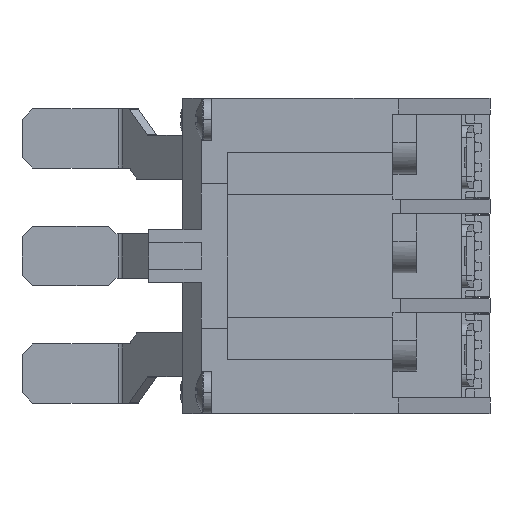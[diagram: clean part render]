
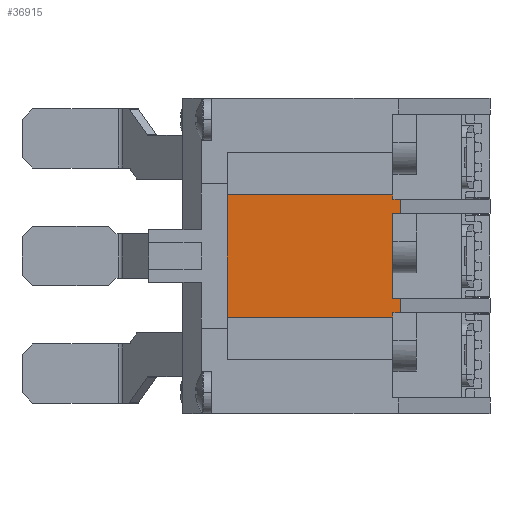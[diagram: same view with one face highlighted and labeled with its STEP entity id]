
A CAD part, front view. The second image highlights one B-rep face of the part: STEP entity #36915.
In plain terms, the highlighted planar face has unit normal (0, -1, 0).
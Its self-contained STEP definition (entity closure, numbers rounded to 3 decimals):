
#2117 = VECTOR ( 'NONE', #101245, 1000. ) ;
#7531 = ORIENTED_EDGE ( 'NONE', *, *, #38019, .T. ) ;
#7543 = ORIENTED_EDGE ( 'NONE', *, *, #37899, .T. ) ;
#7549 = ORIENTED_EDGE ( 'NONE', *, *, #22083, .F. ) ;
#7552 = ORIENTED_EDGE ( 'NONE', *, *, #38025, .T. ) ;
#7563 = ORIENTED_EDGE ( 'NONE', *, *, #38037, .F. ) ;
#7589 = ORIENTED_EDGE ( 'NONE', *, *, #21831, .T. ) ;
#7601 = ORIENTED_EDGE ( 'NONE', *, *, #37947, .F. ) ;
#7624 = ORIENTED_EDGE ( 'NONE', *, *, #37796, .F. ) ;
#7683 = ORIENTED_EDGE ( 'NONE', *, *, #38035, .F. ) ;
#7699 = ORIENTED_EDGE ( 'NONE', *, *, #37937, .F. ) ;
#7720 = ORIENTED_EDGE ( 'NONE', *, *, #37975, .T. ) ;
#7739 = ORIENTED_EDGE ( 'NONE', *, *, #37987, .F. ) ;
#8699 = VERTEX_POINT ( 'NONE', #92976 ) ;
#8732 = VERTEX_POINT ( 'NONE', #93310 ) ;
#8988 = VERTEX_POINT ( 'NONE', #95139 ) ;
#20919 = DIRECTION ( 'NONE',  ( 0., 1., 0. ) ) ;
#20942 = FACE_OUTER_BOUND ( 'NONE', #59479, .T. ) ;
#20943 = DIRECTION ( 'NONE',  ( 0., 0., 1. ) ) ;
#20947 = PLANE ( 'NONE',  #62962 ) ;
#20950 = CARTESIAN_POINT ( 'NONE',  ( 55.166, -0.702, 12.889 ) ) ;
#21831 = EDGE_CURVE ( 'NONE', #8732, #8699, #86576, .T. ) ;
#22083 = EDGE_CURVE ( 'NONE', #8988, #8699, #88371, .T. ) ;
#25898 = VECTOR ( 'NONE', #86646, 1000. ) ;
#26216 = VECTOR ( 'NONE', #88578, 1000. ) ;
#36915 = ADVANCED_FACE ( 'NONE', ( #20942 ), #20947, .F. ) ;
#37796 = EDGE_CURVE ( 'NONE', #8732, #45963, #101233, .T. ) ;
#37899 = EDGE_CURVE ( 'NONE', #45959, #45969, #101812, .T. ) ;
#37937 = EDGE_CURVE ( 'NONE', #45945, #45926, #102045, .T. ) ;
#37947 = EDGE_CURVE ( 'NONE', #45961, #45904, #102036, .T. ) ;
#37975 = EDGE_CURVE ( 'NONE', #45961, #45926, #98404, .T. ) ;
#37987 = EDGE_CURVE ( 'NONE', #45959, #8988, #98449, .T. ) ;
#38019 = EDGE_CURVE ( 'NONE', #45945, #45963, #98626, .T. ) ;
#38025 = EDGE_CURVE ( 'NONE', #45952, #45930, #98661, .T. ) ;
#38035 = EDGE_CURVE ( 'NONE', #45952, #45969, #98645, .T. ) ;
#38037 = EDGE_CURVE ( 'NONE', #45904, #45930, #98650, .T. ) ;
#42529 = CARTESIAN_POINT ( 'NONE',  ( 36.61, -0.702, -10.832 ) ) ;
#42538 = CARTESIAN_POINT ( 'NONE',  ( 36.61, -0.702, -12.889 ) ) ;
#42551 = CARTESIAN_POINT ( 'NONE',  ( 5.016, -0.702, 12.889 ) ) ;
#42560 = CARTESIAN_POINT ( 'NONE',  ( 36.61, -0.702, 8.124 ) ) ;
#42564 = CARTESIAN_POINT ( 'NONE',  ( 38.077, -0.702, -8.124 ) ) ;
#42577 = CARTESIAN_POINT ( 'NONE',  ( 36.61, -0.702, -8.124 ) ) ;
#42601 = CARTESIAN_POINT ( 'NONE',  ( 38.077, -0.702, -10.832 ) ) ;
#42637 = CARTESIAN_POINT ( 'NONE',  ( 38.077, -0.702, 8.124 ) ) ;
#42650 = CARTESIAN_POINT ( 'NONE',  ( 5.016, -0.702, -12.889 ) ) ;
#45904 = VERTEX_POINT ( 'NONE', #42601 ) ;
#45926 = VERTEX_POINT ( 'NONE', #42577 ) ;
#45930 = VERTEX_POINT ( 'NONE', #42529 ) ;
#45945 = VERTEX_POINT ( 'NONE', #42560 ) ;
#45952 = VERTEX_POINT ( 'NONE', #42538 ) ;
#45959 = VERTEX_POINT ( 'NONE', #42551 ) ;
#45961 = VERTEX_POINT ( 'NONE', #42564 ) ;
#45963 = VERTEX_POINT ( 'NONE', #42637 ) ;
#45969 = VERTEX_POINT ( 'NONE', #42650 ) ;
#55124 = VECTOR ( 'NONE', #101869, 1000. ) ;
#55219 = VECTOR ( 'NONE', #102010, 1000. ) ;
#55239 = VECTOR ( 'NONE', #102018, 1000. ) ;
#55250 = VECTOR ( 'NONE', #98614, 1000. ) ;
#55285 = VECTOR ( 'NONE', #98406, 1000. ) ;
#55295 = VECTOR ( 'NONE', #98446, 1000. ) ;
#55333 = VECTOR ( 'NONE', #98648, 1000. ) ;
#55351 = VECTOR ( 'NONE', #98706, 1000. ) ;
#55360 = VECTOR ( 'NONE', #98651, 1000. ) ;
#59479 = EDGE_LOOP ( 'NONE', ( #7739, #7543, #7683, #7552, #7563, #7601, #7720, #7699, #7531, #7624, #7589, #7549 ) ) ;
#62962 = AXIS2_PLACEMENT_3D ( 'NONE', #20950, #20919, #20943 ) ;
#86576 = LINE ( 'NONE', #86761, #25898 ) ;
#86646 = DIRECTION ( 'NONE',  ( -1., 0., 0. ) ) ;
#86761 = CARTESIAN_POINT ( 'NONE',  ( 55.166, -0.702, 10.832 ) ) ;
#88311 = CARTESIAN_POINT ( 'NONE',  ( 36.61, -0.702, 27.081 ) ) ;
#88371 = LINE ( 'NONE', #88311, #26216 ) ;
#88578 = DIRECTION ( 'NONE',  ( 0., 0., -1. ) ) ;
#92976 = CARTESIAN_POINT ( 'NONE',  ( 36.61, -0.702, 10.832 ) ) ;
#93310 = CARTESIAN_POINT ( 'NONE',  ( 38.077, -0.702, 10.832 ) ) ;
#95139 = CARTESIAN_POINT ( 'NONE',  ( 36.61, -0.702, 12.889 ) ) ;
#98404 = LINE ( 'NONE', #98405, #55285 ) ;
#98405 = CARTESIAN_POINT ( 'NONE',  ( 55.166, -0.702, -8.124 ) ) ;
#98406 = DIRECTION ( 'NONE',  ( -1., 0., 0. ) ) ;
#98446 = DIRECTION ( 'NONE',  ( 1., 0., 0. ) ) ;
#98449 = LINE ( 'NONE', #98474, #55295 ) ;
#98474 = CARTESIAN_POINT ( 'NONE',  ( 55.166, -0.702, 12.889 ) ) ;
#98613 = CARTESIAN_POINT ( 'NONE',  ( 55.166, -0.702, 8.124 ) ) ;
#98614 = DIRECTION ( 'NONE',  ( 1., 0., 0. ) ) ;
#98626 = LINE ( 'NONE', #98613, #55250 ) ;
#98641 = CARTESIAN_POINT ( 'NONE',  ( 36.61, -0.702, -10.832 ) ) ;
#98645 = LINE ( 'NONE', #98647, #55333 ) ;
#98647 = CARTESIAN_POINT ( 'NONE',  ( 55.166, -0.702, -12.889 ) ) ;
#98648 = DIRECTION ( 'NONE',  ( -1., 0., 0. ) ) ;
#98650 = LINE ( 'NONE', #98692, #55351 ) ;
#98651 = DIRECTION ( 'NONE',  ( 0., 0., 1. ) ) ;
#98661 = LINE ( 'NONE', #98641, #55360 ) ;
#98692 = CARTESIAN_POINT ( 'NONE',  ( 55.166, -0.702, -10.832 ) ) ;
#98706 = DIRECTION ( 'NONE',  ( -1., 0., 0. ) ) ;
#101233 = LINE ( 'NONE', #101241, #2117 ) ;
#101241 = CARTESIAN_POINT ( 'NONE',  ( 38.077, -0.702, 12.889 ) ) ;
#101245 = DIRECTION ( 'NONE',  ( 0., 0., -1. ) ) ;
#101812 = LINE ( 'NONE', #101818, #55124 ) ;
#101818 = CARTESIAN_POINT ( 'NONE',  ( 5.016, -0.702, -30.09 ) ) ;
#101869 = DIRECTION ( 'NONE',  ( 0., 0., -1. ) ) ;
#102010 = DIRECTION ( 'NONE',  ( 0., 0., -1. ) ) ;
#102014 = CARTESIAN_POINT ( 'NONE',  ( 38.077, -0.702, 12.889 ) ) ;
#102017 = CARTESIAN_POINT ( 'NONE',  ( 36.61, -0.702, 12.889 ) ) ;
#102018 = DIRECTION ( 'NONE',  ( 0., 0., -1. ) ) ;
#102036 = LINE ( 'NONE', #102014, #55219 ) ;
#102045 = LINE ( 'NONE', #102017, #55239 ) ;
